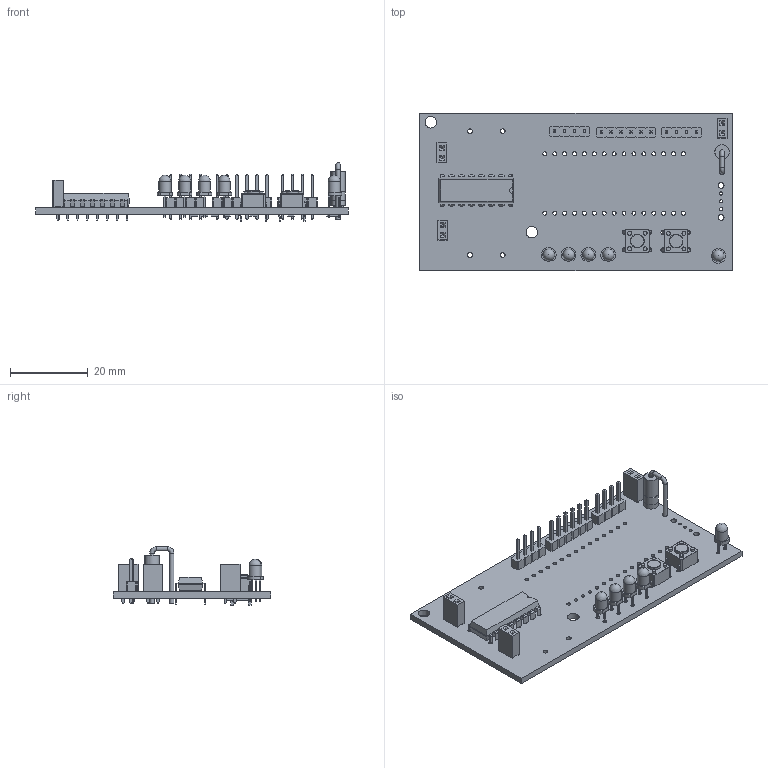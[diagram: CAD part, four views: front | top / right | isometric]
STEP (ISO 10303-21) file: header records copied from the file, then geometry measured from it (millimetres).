
FILE_DESCRIPTION(('KiCad electronic assembly'),'2;1');
FILE_NAME('placa central.step','2023-10-01T11:25:19',('Pcbnew'),('Kicad' ),'Open CASCADE STEP processor 7.7','KiCad to STEP converter', 'Unknown');
FILE_SCHEMA(('AUTOMOTIVE_DESIGN { 1 0 10303 214 1 1 1 1 }'));
Length unit declared in the file: millimetre
Products named in the file (18): placa central 1; LED_D3.0mm; SOLID; PinSocket_1x02_P2.54mm_Vertical; PinHeader_1x06_P2.54mm_Vertical; DIP-16_W7.62mm; D_5W_P5.08mm_Vertical_AnodeUp; PinHeader_1x04_P2.54mm_Vertical; SW_PUSH_6mm; R_1206_3216Metric; placa central PCB
Assembly tree (31 placements, depth 3):
  placa central 1
    LED_D3.0mm  x5
      SOLID
    PinSocket_1x02_P2.54mm_Vertical  x3
      SOLID
    PinHeader_1x06_P2.54mm_Vertical
      SOLID
    DIP-16_W7.62mm
      SOLID
    D_5W_P5.08mm_Vertical_AnodeUp
      SOLID
    PinHeader_1x04_P2.54mm_Vertical  x2
      SOLID
    SW_PUSH_6mm  x2
      SOLID
    R_1206_3216Metric  x7
      SOLID
    placa central PCB
Bounding box: 80.01 x 40.39 x 15.05 mm (x, y, z)
Volume: 6567.4 mm3; surface area: 10143.3 mm2
Topology: 23 solids, 23 shells, 1438 faces, 3695 edges, 2368 vertices
Faces by surface type: plane 1116, cylinder 285, bspline 28, sphere 5, torus 4
Full cylindrical faces by diameter (mm): 0.8 x19, 0.9 x10, 1 x58, 1.1 x12, 1.2 x4, 1.4 x2, 1.5 x2, 3 x7, 3.5 x2, 3.7 x2, 3.72 x1
Entity records: 63467 total; most frequent: CARTESIAN_POINT 12014, DIRECTION 8525, LINE 5923, VECTOR 5923, ORIENTED_EDGE 4514, PCURVE 4514, DEFINITIONAL_REPRESENTATION 4514, EDGE_CURVE 2257
